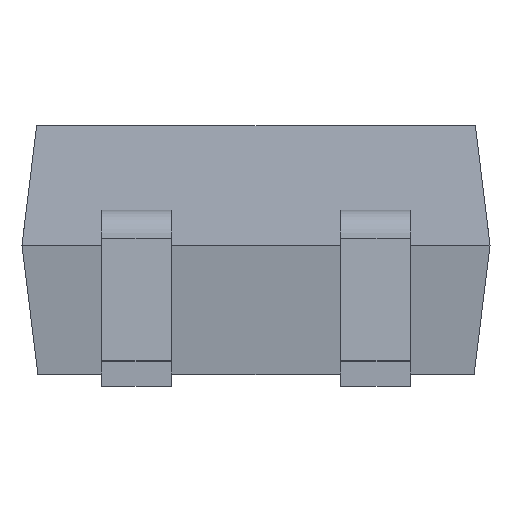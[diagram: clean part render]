
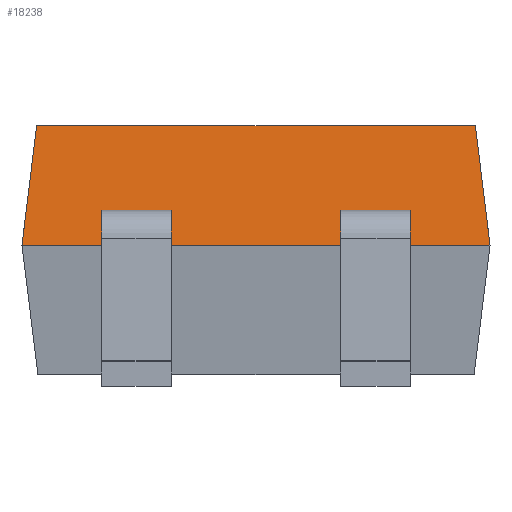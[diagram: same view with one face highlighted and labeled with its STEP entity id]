
A CAD part, front view. The second image highlights one B-rep face of the part: STEP entity #18238.
In plain terms, the highlighted planar face has unit normal (0, -0.993, 0.122).
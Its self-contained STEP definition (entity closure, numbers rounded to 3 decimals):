
#39 = EDGE_CURVE ( 'NONE', #15386, #12888, #8870, .T. ) ;
#579 = VERTEX_POINT ( 'NONE', #12881 ) ;
#757 = EDGE_CURVE ( 'NONE', #579, #8258, #18563, .T. ) ;
#890 = DIRECTION ( 'NONE',  ( 0., 0.122, 0.993 ) ) ;
#1122 = VERTEX_POINT ( 'NONE', #4635 ) ;
#1627 = CARTESIAN_POINT ( 'NONE',  ( 1.55, -1.888, 0.1 ) ) ;
#1894 = VECTOR ( 'NONE', #4077, 1000. ) ;
#2350 = VECTOR ( 'NONE', #9064, 1000. ) ;
#2375 = EDGE_CURVE ( 'NONE', #579, #16177, #3174, .T. ) ;
#2495 = DIRECTION ( 'NONE',  ( 0.121, -0.121, -0.985 ) ) ;
#2496 = VERTEX_POINT ( 'NONE', #16635 ) ;
#2852 = CARTESIAN_POINT ( 'NONE',  ( -2.203, -1.753, 1.2 ) ) ;
#2892 = ORIENTED_EDGE ( 'NONE', *, *, #6344, .F. ) ;
#2912 = LINE ( 'NONE', #8435, #15679 ) ;
#2959 = VERTEX_POINT ( 'NONE', #15613 ) ;
#3072 = CARTESIAN_POINT ( 'NONE',  ( -2.35, -1.888, 0.1 ) ) ;
#3174 = LINE ( 'NONE', #3072, #3799 ) ;
#3269 = FACE_BOUND ( 'NONE', #16478, .T. ) ;
#3291 = DIRECTION ( 'NONE',  ( 1., 0., 0. ) ) ;
#3365 = CARTESIAN_POINT ( 'NONE',  ( -2.35, -1.9, 0. ) ) ;
#3714 = VECTOR ( 'NONE', #2495, 1000. ) ;
#3788 = CARTESIAN_POINT ( 'NONE',  ( -0.85, -1.9, 0. ) ) ;
#3799 = VECTOR ( 'NONE', #5784, 1000. ) ;
#4077 = DIRECTION ( 'NONE',  ( 0., 0.122, 0.993 ) ) ;
#4255 = VECTOR ( 'NONE', #4668, 1000. ) ;
#4280 = VECTOR ( 'NONE', #9497, 1000. ) ;
#4623 = ORIENTED_EDGE ( 'NONE', *, *, #14981, .F. ) ;
#4635 = CARTESIAN_POINT ( 'NONE',  ( 2.35, -1.9, 0. ) ) ;
#4668 = DIRECTION ( 'NONE',  ( 1., 0., 0. ) ) ;
#4833 = PLANE ( 'NONE',  #11413 ) ;
#4917 = ORIENTED_EDGE ( 'NONE', *, *, #757, .T. ) ;
#4925 = FACE_BOUND ( 'NONE', #18624, .T. ) ;
#5136 = DIRECTION ( 'NONE',  ( 0., 0.122, 0.993 ) ) ;
#5439 = EDGE_CURVE ( 'NONE', #12888, #14238, #16724, .T. ) ;
#5451 = VECTOR ( 'NONE', #5136, 1000. ) ;
#5495 = EDGE_LOOP ( 'NONE', ( #11238, #11518, #2892, #17873 ) ) ;
#5780 = LINE ( 'NONE', #18738, #3714 ) ;
#5784 = DIRECTION ( 'NONE',  ( 1., 0., 0. ) ) ;
#5987 = DIRECTION ( 'NONE',  ( 0., -0.993, 0.122 ) ) ;
#6144 = EDGE_CURVE ( 'NONE', #16177, #12580, #6574, .T. ) ;
#6209 = VECTOR ( 'NONE', #3291, 1000. ) ;
#6266 = CARTESIAN_POINT ( 'NONE',  ( -2.35, -1.857, 0.35 ) ) ;
#6344 = EDGE_CURVE ( 'NONE', #16466, #17226, #9153, .T. ) ;
#6380 = LINE ( 'NONE', #15210, #6209 ) ;
#6405 = ORIENTED_EDGE ( 'NONE', *, *, #5439, .T. ) ;
#6574 = LINE ( 'NONE', #12417, #5451 ) ;
#6598 = CARTESIAN_POINT ( 'NONE',  ( -1.55, -1.857, 0.35 ) ) ;
#6627 = CARTESIAN_POINT ( 'NONE',  ( -0.85, -1.857, 0.35 ) ) ;
#6702 = CARTESIAN_POINT ( 'NONE',  ( -1.55, -1.888, 0.1 ) ) ;
#7197 = ORIENTED_EDGE ( 'NONE', *, *, #15223, .T. ) ;
#7433 = LINE ( 'NONE', #13667, #4255 ) ;
#7488 = VECTOR ( 'NONE', #11452, 1000. ) ;
#8258 = VERTEX_POINT ( 'NONE', #17443 ) ;
#8435 = CARTESIAN_POINT ( 'NONE',  ( -2.35, -1.9, 0. ) ) ;
#8558 = CARTESIAN_POINT ( 'NONE',  ( 2.203, -1.753, 1.2 ) ) ;
#8793 = DIRECTION ( 'NONE',  ( -0.121, -0.121, -0.985 ) ) ;
#8870 = LINE ( 'NONE', #14603, #7488 ) ;
#9064 = DIRECTION ( 'NONE',  ( 1., 0., 0. ) ) ;
#9153 = LINE ( 'NONE', #10483, #2350 ) ;
#9320 = LINE ( 'NONE', #14677, #4280 ) ;
#9386 = ORIENTED_EDGE ( 'NONE', *, *, #6144, .F. ) ;
#9497 = DIRECTION ( 'NONE',  ( 1., 0., 0. ) ) ;
#10388 = DIRECTION ( 'NONE',  ( 0., -0.122, -0.993 ) ) ;
#10483 = CARTESIAN_POINT ( 'NONE',  ( -2.35, -1.753, 1.2 ) ) ;
#10675 = FACE_OUTER_BOUND ( 'NONE', #5495, .T. ) ;
#11225 = CARTESIAN_POINT ( 'NONE',  ( 1.55, -1.857, 0.35 ) ) ;
#11238 = ORIENTED_EDGE ( 'NONE', *, *, #17914, .T. ) ;
#11413 = AXIS2_PLACEMENT_3D ( 'NONE', #3365, #5987, #10388 ) ;
#11452 = DIRECTION ( 'NONE',  ( 0., 0.122, 0.993 ) ) ;
#11518 = ORIENTED_EDGE ( 'NONE', *, *, #17181, .F. ) ;
#11876 = VECTOR ( 'NONE', #18166, 1000. ) ;
#12417 = CARTESIAN_POINT ( 'NONE',  ( 1.55, -1.9, 0. ) ) ;
#12580 = VERTEX_POINT ( 'NONE', #11225 ) ;
#12881 = CARTESIAN_POINT ( 'NONE',  ( 0.85, -1.888, 0.1 ) ) ;
#12888 = VERTEX_POINT ( 'NONE', #6598 ) ;
#13508 = ORIENTED_EDGE ( 'NONE', *, *, #39, .T. ) ;
#13667 = CARTESIAN_POINT ( 'NONE',  ( -2.35, -1.888, 0.1 ) ) ;
#14018 = CARTESIAN_POINT ( 'NONE',  ( 0.85, -1.9, 0. ) ) ;
#14151 = ORIENTED_EDGE ( 'NONE', *, *, #17706, .F. ) ;
#14238 = VERTEX_POINT ( 'NONE', #6627 ) ;
#14603 = CARTESIAN_POINT ( 'NONE',  ( -1.55, -1.9, 0. ) ) ;
#14677 = CARTESIAN_POINT ( 'NONE',  ( -2.35, -1.857, 0.35 ) ) ;
#14981 = EDGE_CURVE ( 'NONE', #15386, #2959, #7433, .T. ) ;
#15210 = CARTESIAN_POINT ( 'NONE',  ( -2.35, -1.9, 0. ) ) ;
#15223 = EDGE_CURVE ( 'NONE', #8258, #12580, #9320, .T. ) ;
#15386 = VERTEX_POINT ( 'NONE', #6702 ) ;
#15612 = ORIENTED_EDGE ( 'NONE', *, *, #2375, .F. ) ;
#15613 = CARTESIAN_POINT ( 'NONE',  ( -0.85, -1.888, 0.1 ) ) ;
#15679 = VECTOR ( 'NONE', #8793, 1000. ) ;
#16177 = VERTEX_POINT ( 'NONE', #1627 ) ;
#16371 = EDGE_CURVE ( 'NONE', #16466, #2496, #2912, .T. ) ;
#16466 = VERTEX_POINT ( 'NONE', #2852 ) ;
#16478 = EDGE_LOOP ( 'NONE', ( #4623, #13508, #6405, #14151 ) ) ;
#16635 = CARTESIAN_POINT ( 'NONE',  ( -2.35, -1.9, 0. ) ) ;
#16724 = LINE ( 'NONE', #6266, #11876 ) ;
#17181 = EDGE_CURVE ( 'NONE', #17226, #1122, #5780, .T. ) ;
#17226 = VERTEX_POINT ( 'NONE', #8558 ) ;
#17443 = CARTESIAN_POINT ( 'NONE',  ( 0.85, -1.857, 0.35 ) ) ;
#17706 = EDGE_CURVE ( 'NONE', #2959, #14238, #18678, .T. ) ;
#17873 = ORIENTED_EDGE ( 'NONE', *, *, #16371, .T. ) ;
#17914 = EDGE_CURVE ( 'NONE', #2496, #1122, #6380, .T. ) ;
#17998 = VECTOR ( 'NONE', #890, 1000. ) ;
#18166 = DIRECTION ( 'NONE',  ( 1., 0., 0. ) ) ;
#18238 = ADVANCED_FACE ( 'NONE', ( #3269, #4925, #10675 ), #4833, .T. ) ;
#18563 = LINE ( 'NONE', #14018, #17998 ) ;
#18624 = EDGE_LOOP ( 'NONE', ( #15612, #4917, #7197, #9386 ) ) ;
#18678 = LINE ( 'NONE', #3788, #1894 ) ;
#18738 = CARTESIAN_POINT ( 'NONE',  ( 2.294, -1.844, 0.453 ) ) ;
